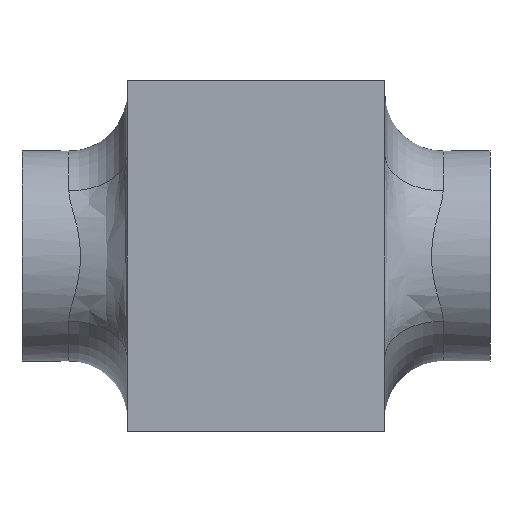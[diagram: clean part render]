
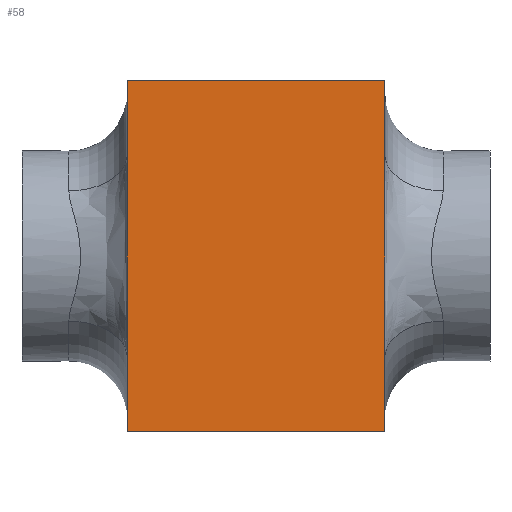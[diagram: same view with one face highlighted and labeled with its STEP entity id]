
A CAD part, front view. The second image highlights one B-rep face of the part: STEP entity #58.
In plain terms, the highlighted planar face has unit normal (0, -1, 0).
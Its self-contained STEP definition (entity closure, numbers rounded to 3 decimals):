
#58=ADVANCED_FACE('',(#128),#130,.T.);
#128=FACE_BOUND('',#129,.T.);
#129=EDGE_LOOP('',(#1158,#1159,#1160,#1161,#1162,#1163,#1164,#1165));
#130=PLANE('',#131);
#131=AXIS2_PLACEMENT_3D('',#132,#133,#134);
#132=CARTESIAN_POINT('',(-11.,-11.,-15.));
#133=DIRECTION('',(0.,-1.,0.));
#134=DIRECTION('',(1.,0.,0.));
#1158=ORIENTED_EDGE('',*,*,#1279,.T.);
#1159=ORIENTED_EDGE('',*,*,#1280,.T.);
#1160=ORIENTED_EDGE('',*,*,#1263,.F.);
#1161=ORIENTED_EDGE('',*,*,#1278,.F.);
#1162=ORIENTED_EDGE('',*,*,#1281,.T.);
#1163=ORIENTED_EDGE('',*,*,#1282,.F.);
#1164=ORIENTED_EDGE('',*,*,#1283,.T.);
#1165=ORIENTED_EDGE('',*,*,#1284,.T.);
#1263=EDGE_CURVE('',#1327,#1329,#1330,.T.);
#1278=EDGE_CURVE('',#1355,#1327,#1357,.T.);
#1279=EDGE_CURVE('',#1358,#1359,#1360,.F.);
#1280=EDGE_CURVE('',#1359,#1329,#1361,.T.);
#1281=EDGE_CURVE('',#1355,#1362,#1363,.T.);
#1282=EDGE_CURVE('',#1364,#1362,#1365,.T.);
#1283=EDGE_CURVE('',#1364,#1366,#1367,.T.);
#1284=EDGE_CURVE('',#1366,#1358,#1368,.T.);
#1327=VERTEX_POINT('',#1437);
#1329=VERTEX_POINT('',#1441);
#1330=LINE('',#1442,#1443);
#1355=VERTEX_POINT('',#1498);
#1357=LINE('',#1503,#1504);
#1358=VERTEX_POINT('',#1506);
#1359=VERTEX_POINT('',#1507);
#1360=LINE('',#1508,#1509);
#1361=LINE('',#1511,#1512);
#1362=VERTEX_POINT('',#1514);
#1363=LINE('',#1515,#1516);
#1364=VERTEX_POINT('',#1518);
#1365=LINE('',#1519,#1520);
#1366=VERTEX_POINT('',#1522);
#1367=LINE('',#1523,#1524);
#1368=LINE('',#1526,#1527);
#1437=CARTESIAN_POINT('',(-11.,-11.,15.));
#1441=CARTESIAN_POINT('',(11.,-11.,15.));
#1442=CARTESIAN_POINT('',(-11.,-11.,15.));
#1443=VECTOR('',#1444,1.);
#1444=DIRECTION('',(1.,0.,0.));
#1498=CARTESIAN_POINT('',(-11.,-11.,8.66));
#1503=CARTESIAN_POINT('',(-11.,-11.,8.66));
#1504=VECTOR('',#1505,1.);
#1505=DIRECTION('',(0.,0.,1.));
#1506=CARTESIAN_POINT('',(11.,-11.,-8.66));
#1507=CARTESIAN_POINT('',(11.,-11.,8.66));
#1508=CARTESIAN_POINT('',(11.,-11.,8.66));
#1509=VECTOR('',#1510,1.);
#1510=DIRECTION('',(0.,0.,-1.));
#1511=CARTESIAN_POINT('',(11.,-11.,8.66));
#1512=VECTOR('',#1513,1.);
#1513=DIRECTION('',(0.,0.,1.));
#1514=CARTESIAN_POINT('',(-11.,-11.,-8.66));
#1515=CARTESIAN_POINT('',(-11.,-11.,8.66));
#1516=VECTOR('',#1517,1.);
#1517=DIRECTION('',(0.,0.,-1.));
#1518=CARTESIAN_POINT('',(-11.,-11.,-15.));
#1519=CARTESIAN_POINT('',(-11.,-11.,-15.));
#1520=VECTOR('',#1521,1.);
#1521=DIRECTION('',(0.,0.,1.));
#1522=CARTESIAN_POINT('',(11.,-11.,-15.));
#1523=CARTESIAN_POINT('',(-11.,-11.,-15.));
#1524=VECTOR('',#1525,1.);
#1525=DIRECTION('',(1.,0.,0.));
#1526=CARTESIAN_POINT('',(11.,-11.,-15.));
#1527=VECTOR('',#1528,1.);
#1528=DIRECTION('',(0.,0.,1.));
